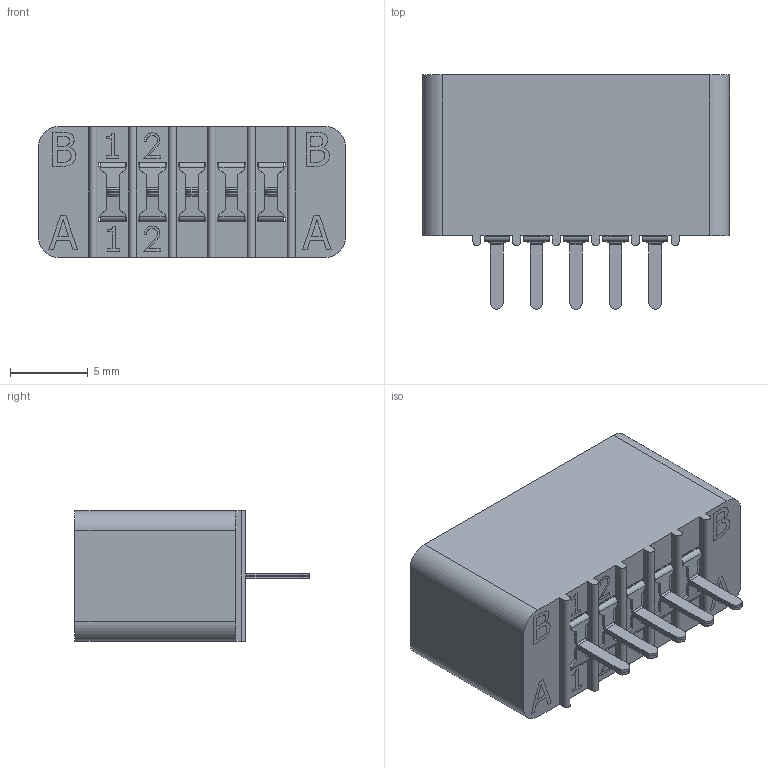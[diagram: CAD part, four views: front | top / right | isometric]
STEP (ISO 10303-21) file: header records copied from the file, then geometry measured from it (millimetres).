
FILE_DESCRIPTION (( 'STEP AP203' ), '1' );
FILE_NAME ('(Not Exact version) CON-000033 (1 row version).STEP', '2020-12-10T18:31:46', ( '' ), ( '' ), 'SwSTEP 2.0', 'SolidWorks 2020', '' );
FILE_SCHEMA (( 'CONFIG_CONTROL_DESIGN' ));
Length unit declared in the file: millimetre
Products named in the file (1): (Not Exact version) CON-000033 (1 row version)
Bounding box: 19.68 x 15.01 x 8.38 mm (x, y, z)
Volume: 1282.7 mm3; surface area: 2452.7 mm2
Topology: 21 solids, 21 shells, 845 faces, 2530 edges, 1712 vertices
Faces by surface type: plane 519, cylinder 326
Entity records: 29469 total; most frequent: CARTESIAN_POINT 6168, ORIENTED_EDGE 5060, DIRECTION 4698, EDGE_CURVE 2530, LINE 1742, VECTOR 1742, VERTEX_POINT 1712, AXIS2_PLACEMENT_3D 1478
